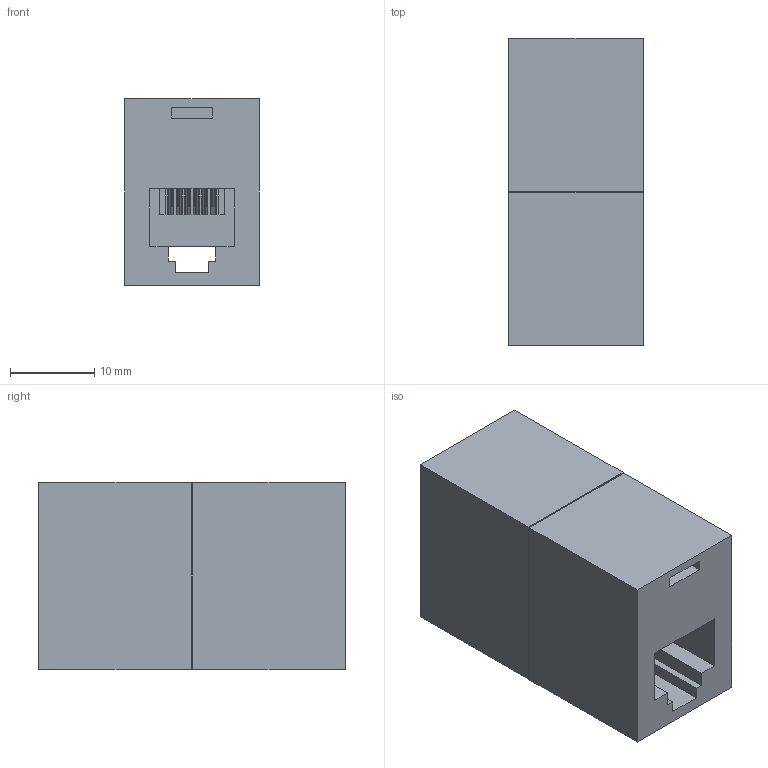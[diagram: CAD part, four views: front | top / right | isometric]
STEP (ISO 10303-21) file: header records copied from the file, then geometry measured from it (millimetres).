
FILE_DESCRIPTION (( 'STEP AP214' ), '1' );
FILE_NAME ('TDG1026-6C.STEP', '2006-08-31T12:45:45', ( 'X' ), ( 'L-COM' ), 'SwSTEP 2.0', 'SolidWorks 2006052', '' );
FILE_SCHEMA (( 'AUTOMOTIVE_DESIGN' ));
Length unit declared in the file: inch
Products named in the file (1): TDG1026-6C
Bounding box: 15.95 x 36.53 x 22.15 mm (x, y, z)
Volume: 10797.2 mm3; surface area: 5262.4 mm2
Topology: 1 solids, 1 shells, 298 faces, 876 edges, 548 vertices
Faces by surface type: plane 298
Entity records: 13323 total; most frequent: ORIENTED_EDGE 1752, CARTESIAN_POINT 1723, DIRECTION 1474, EDGE_CURVE 876, VECTOR 876, LINE 876, VERTEX_POINT 548, EDGE_LOOP 316
